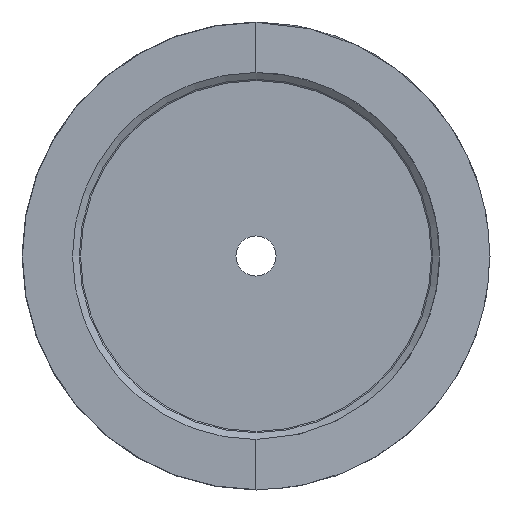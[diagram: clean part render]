
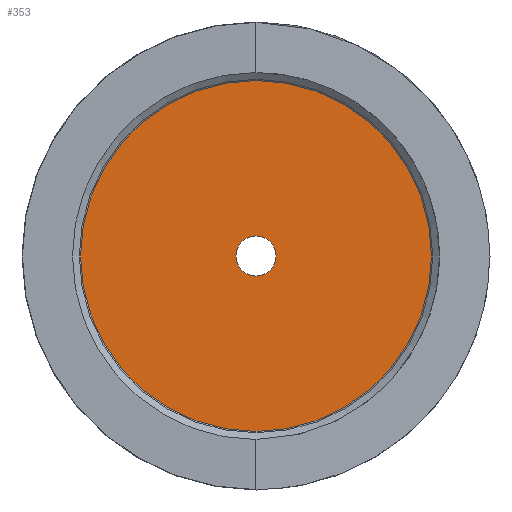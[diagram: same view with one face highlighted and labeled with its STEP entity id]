
A CAD part, left-side view. The second image highlights one B-rep face of the part: STEP entity #353.
In plain terms, the highlighted planar face has unit normal (-1, 0, 0).
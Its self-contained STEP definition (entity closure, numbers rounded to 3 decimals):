
#15=FACE_BOUND('',#99,.T.);
#33=CIRCLE('',#392,0.02);
#52=CIRCLE('',#419,0.183);
#79=FACE_OUTER_BOUND('',#98,.T.);
#98=EDGE_LOOP('',(#310));
#99=EDGE_LOOP('',(#311));
#150=VERTEX_POINT('',#591);
#169=VERTEX_POINT('',#645);
#191=EDGE_CURVE('',#150,#150,#33,.T.);
#219=EDGE_CURVE('',#169,#169,#52,.T.);
#310=ORIENTED_EDGE('',*,*,#219,.T.);
#311=ORIENTED_EDGE('',*,*,#191,.T.);
#336=PLANE('',#421);
#353=ADVANCED_FACE('',(#79,#15),#336,.T.);
#392=AXIS2_PLACEMENT_3D('',#592,#467,#468);
#419=AXIS2_PLACEMENT_3D('',#647,#530,#531);
#421=AXIS2_PLACEMENT_3D('',#649,#534,#535);
#467=DIRECTION('center_axis',(1.,0.,0.));
#468=DIRECTION('ref_axis',(0.,-1.,0.));
#530=DIRECTION('center_axis',(-1.,0.,0.));
#531=DIRECTION('ref_axis',(0.,0.,
1.));
#534=DIRECTION('center_axis',(-1.,0.,0.));
#535=DIRECTION('ref_axis',(0.,0.,1.));
#591=CARTESIAN_POINT('',(0.,0.02,0.));
#592=CARTESIAN_POINT('Origin',(0.,0.,
0.));
#645=CARTESIAN_POINT('',(0.,0.,-0.183));
#647=CARTESIAN_POINT('Origin',(0.,0.,
0.));
#649=CARTESIAN_POINT('Origin',(0.,0.,
0.));
